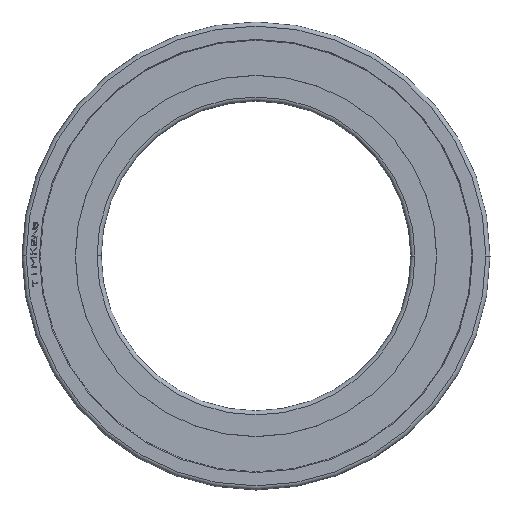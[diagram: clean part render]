
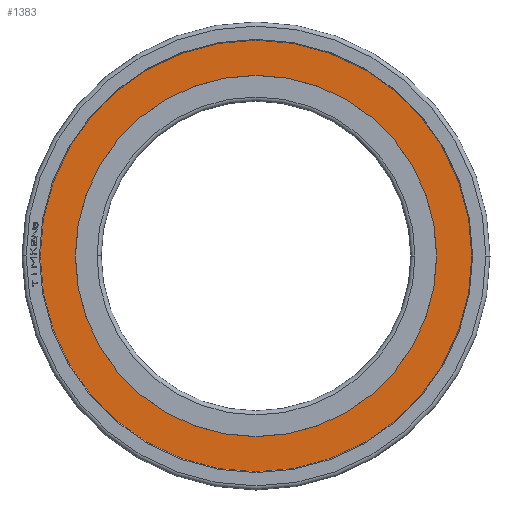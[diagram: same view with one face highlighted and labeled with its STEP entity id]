
A CAD part, left-side view. The second image highlights one B-rep face of the part: STEP entity #1383.
In plain terms, the highlighted planar face has unit normal (-1, 0, 0).
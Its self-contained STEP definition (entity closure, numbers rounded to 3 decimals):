
#1383=ADVANCED_FACE('',(#2841,#2842),#2843,.T.);
#2841=FACE_OUTER_BOUND('',#4293,.T.);
#2842=FACE_BOUND('',#4294,.T.);
#2843=PLANE('',#4295);
#4293=EDGE_LOOP('',(#9063,#9064));
#4294=EDGE_LOOP('',(#9065,#9066));
#4295=AXIS2_PLACEMENT_3D('',#9067,#9068,#9069);
#9063=ORIENTED_EDGE('',*,*,#9087,.F.);
#9064=ORIENTED_EDGE('',*,*,#9371,.F.);
#9065=ORIENTED_EDGE('',*,*,#11010,.T.);
#9066=ORIENTED_EDGE('',*,*,#9377,.T.);
#9067=CARTESIAN_POINT('',(-5.52,28.86,0.));
#9068=DIRECTION('',(-1.0,0.,0.));
#9069=DIRECTION('',(0.,1.0,0.));
#9087=EDGE_CURVE('',#11027,#11029,#11030,.T.);
#9371=EDGE_CURVE('',#11029,#11027,#11538,.T.);
#9377=EDGE_CURVE('',#11546,#11543,#11547,.T.);
#11010=EDGE_CURVE('',#11543,#11546,#13941,.T.);
#11027=VERTEX_POINT('',#13958);
#11029=VERTEX_POINT('',#13960);
#11030=CIRCLE('',#13961,31.473);
#11538=CIRCLE('',#15477,31.473);
#11543=VERTEX_POINT('',#15482);
#11546=VERTEX_POINT('',#15486);
#11547=CIRCLE('',#15487,26.248);
#13941=CIRCLE('',#23788,26.248);
#13958=CARTESIAN_POINT('',(-5.52,31.473,0.));
#13960=CARTESIAN_POINT('',(-5.52,-31.473,0.));
#13961=AXIS2_PLACEMENT_3D('',#23810,#23811,#23812);
#15477=AXIS2_PLACEMENT_3D('',#24155,#24156,#24157);
#15482=CARTESIAN_POINT('',(-5.52,26.248,0.));
#15486=CARTESIAN_POINT('',(-5.52,-26.248,0.));
#15487=AXIS2_PLACEMENT_3D('',#24165,#24166,#24167);
#23788=AXIS2_PLACEMENT_3D('',#25429,#25430,#25431);
#23810=CARTESIAN_POINT('',(-5.52,0.,0.));
#23811=DIRECTION('',(1.0,0.,0.));
#23812=DIRECTION('',(0.,1.0,0.));
#24155=CARTESIAN_POINT('',(-5.52,0.,0.));
#24156=DIRECTION('',(1.0,0.,0.));
#24157=DIRECTION('',(0.,1.0,0.));
#24165=CARTESIAN_POINT('',(-5.52,0.,0.));
#24166=DIRECTION('',(1.0,0.,0.));
#24167=DIRECTION('',(0.,1.0,0.));
#25429=CARTESIAN_POINT('',(-5.52,0.,0.));
#25430=DIRECTION('',(1.0,0.,0.));
#25431=DIRECTION('',(0.,1.0,0.));
